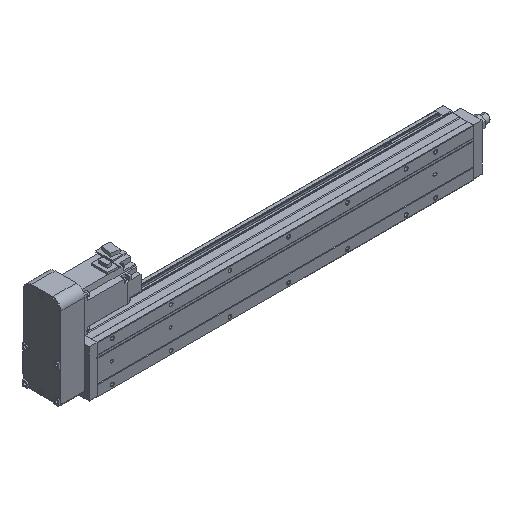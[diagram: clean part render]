
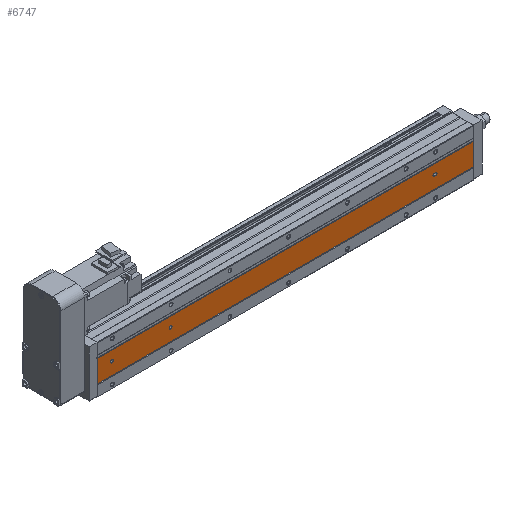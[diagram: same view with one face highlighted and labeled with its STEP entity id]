
A CAD part, isometric view. The second image highlights one B-rep face of the part: STEP entity #6747.
In plain terms, the highlighted planar face has unit normal (0, -1, 0).
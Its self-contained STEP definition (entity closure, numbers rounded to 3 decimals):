
#159 = DIRECTION ( 'NONE',  ( -1., 0., 0. ) ) ;
#285 = CARTESIAN_POINT ( 'NONE',  ( 0., 1., -21. ) ) ;
#322 = CARTESIAN_POINT ( 'NONE',  ( 640., 1., 16.4 ) ) ;
#795 = EDGE_CURVE ( 'NONE', #2407, #8100, #26132, .T. ) ;
#1048 = CARTESIAN_POINT ( 'NONE',  ( 574., 1., 2.5 ) ) ;
#1202 = VECTOR ( 'NONE', #11870, 1000. ) ;
#1216 = DIRECTION ( 'NONE',  ( 0., -1., 0. ) ) ;
#1230 = CARTESIAN_POINT ( 'NONE',  ( 0., 1., 16.4 ) ) ;
#1270 = VERTEX_POINT ( 'NONE', #9904 ) ;
#1422 = CARTESIAN_POINT ( 'NONE',  ( 125., 1., 0. ) ) ;
#1674 = LINE ( 'NONE', #16827, #14323 ) ;
#1858 = ORIENTED_EDGE ( 'NONE', *, *, #20698, .F. ) ;
#1915 = DIRECTION ( 'NONE',  ( 0., 0., 1. ) ) ;
#2407 = VERTEX_POINT ( 'NONE', #13374 ) ;
#2430 = ORIENTED_EDGE ( 'NONE', *, *, #6482, .F. ) ;
#2575 = FACE_BOUND ( 'NONE', #11572, .T. ) ;
#2642 = VERTEX_POINT ( 'NONE', #19124 ) ;
#2843 = EDGE_CURVE ( 'NONE', #11153, #7881, #3224, .T. ) ;
#3145 = CIRCLE ( 'NONE', #9909, 2.5 ) ;
#3224 = LINE ( 'NONE', #1230, #1202 ) ;
#3244 = EDGE_CURVE ( 'NONE', #2642, #7881, #16643, .T. ) ;
#3385 = AXIS2_PLACEMENT_3D ( 'NONE', #22065, #10871, #24053 ) ;
#3394 = ORIENTED_EDGE ( 'NONE', *, *, #8472, .F. ) ;
#3427 = LINE ( 'NONE', #20853, #20175 ) ;
#3782 = CARTESIAN_POINT ( 'NONE',  ( 125., 1., -2.5 ) ) ;
#4018 = CIRCLE ( 'NONE', #6744, 2.5 ) ;
#4374 = VERTEX_POINT ( 'NONE', #24357 ) ;
#4430 = CARTESIAN_POINT ( 'NONE',  ( 25., 1., 2.5 ) ) ;
#4603 = AXIS2_PLACEMENT_3D ( 'NONE', #12601, #12315, #12460 ) ;
#4693 = EDGE_LOOP ( 'NONE', ( #14111, #18558, #17294, #12337 ) ) ;
#4841 = PLANE ( 'NONE',  #13860 ) ;
#4902 = EDGE_LOOP ( 'NONE', ( #3394, #15233 ) ) ;
#5632 = EDGE_CURVE ( 'NONE', #13214, #4374, #25848, .T. ) ;
#5884 = EDGE_CURVE ( 'NONE', #15829, #22011, #17725, .T. ) ;
#6319 = CARTESIAN_POINT ( 'NONE',  ( 0., 1., 16.4 ) ) ;
#6482 = EDGE_CURVE ( 'NONE', #23345, #13214, #3427, .T. ) ;
#6566 = EDGE_LOOP ( 'NONE', ( #14937, #16499, #2430, #1858 ) ) ;
#6744 = AXIS2_PLACEMENT_3D ( 'NONE', #16521, #12694, #1915 ) ;
#6747 = ADVANCED_FACE ( 'NONE', ( #23975, #8956, #17594, #2575 ), #4841, .F. ) ;
#7115 = CARTESIAN_POINT ( 'NONE',  ( 640., 1., 16.4 ) ) ;
#7589 = AXIS2_PLACEMENT_3D ( 'NONE', #1422, #26816, #20194 ) ;
#7881 = VERTEX_POINT ( 'NONE', #285 ) ;
#8100 = VERTEX_POINT ( 'NONE', #3782 ) ;
#8141 = CARTESIAN_POINT ( 'NONE',  ( 640., 1., -21. ) ) ;
#8472 = EDGE_CURVE ( 'NONE', #22011, #15829, #3145, .T. ) ;
#8956 = FACE_BOUND ( 'NONE', #6566, .T. ) ;
#9225 = CARTESIAN_POINT ( 'NONE',  ( 574., 1., 0. ) ) ;
#9731 = CIRCLE ( 'NONE', #3385, 2.5 ) ;
#9800 = DIRECTION ( 'NONE',  ( 1., 0., 0. ) ) ;
#9821 = DIRECTION ( 'NONE',  ( -1., 0., 0. ) ) ;
#9904 = CARTESIAN_POINT ( 'NONE',  ( 640., 1., 16.4 ) ) ;
#9909 = AXIS2_PLACEMENT_3D ( 'NONE', #20903, #1216, #16509 ) ;
#10871 = DIRECTION ( 'NONE',  ( 0., -1., 0. ) ) ;
#11153 = VERTEX_POINT ( 'NONE', #6319 ) ;
#11572 = EDGE_LOOP ( 'NONE', ( #14182, #12613 ) ) ;
#11670 = LINE ( 'NONE', #18281, #13010 ) ;
#11870 = DIRECTION ( 'NONE',  ( 0., 0., -1. ) ) ;
#12154 = CARTESIAN_POINT ( 'NONE',  ( 576., 1., 2.5 ) ) ;
#12315 = DIRECTION ( 'NONE',  ( 0., -1., 0. ) ) ;
#12337 = ORIENTED_EDGE ( 'NONE', *, *, #25492, .T. ) ;
#12460 = DIRECTION ( 'NONE',  ( 0., 0., 1. ) ) ;
#12601 = CARTESIAN_POINT ( 'NONE',  ( 25., 1., 0. ) ) ;
#12613 = ORIENTED_EDGE ( 'NONE', *, *, #795, .F. ) ;
#12694 = DIRECTION ( 'NONE',  ( 0., -1., 0. ) ) ;
#13010 = VECTOR ( 'NONE', #9800, 1000. ) ;
#13214 = VERTEX_POINT ( 'NONE', #1048 ) ;
#13334 = DIRECTION ( 'NONE',  ( 0., 0., 1. ) ) ;
#13374 = CARTESIAN_POINT ( 'NONE',  ( 125., 1., 2.5 ) ) ;
#13739 = CARTESIAN_POINT ( 'NONE',  ( 25., 1., -2.5 ) ) ;
#13860 = AXIS2_PLACEMENT_3D ( 'NONE', #7115, #22267, #20128 ) ;
#14111 = ORIENTED_EDGE ( 'NONE', *, *, #2843, .T. ) ;
#14182 = ORIENTED_EDGE ( 'NONE', *, *, #27626, .F. ) ;
#14323 = VECTOR ( 'NONE', #25877, 1000. ) ;
#14937 = ORIENTED_EDGE ( 'NONE', *, *, #25588, .F. ) ;
#14970 = CARTESIAN_POINT ( 'NONE',  ( 576., 1., -2.5 ) ) ;
#15233 = ORIENTED_EDGE ( 'NONE', *, *, #5884, .F. ) ;
#15479 = AXIS2_PLACEMENT_3D ( 'NONE', #9225, #17868, #13334 ) ;
#15829 = VERTEX_POINT ( 'NONE', #4430 ) ;
#16499 = ORIENTED_EDGE ( 'NONE', *, *, #5632, .F. ) ;
#16509 = DIRECTION ( 'NONE',  ( 0., 0., 1. ) ) ;
#16521 = CARTESIAN_POINT ( 'NONE',  ( 125., 1., 0. ) ) ;
#16643 = LINE ( 'NONE', #8141, #26674 ) ;
#16827 = CARTESIAN_POINT ( 'NONE',  ( 640., 1., 16.4 ) ) ;
#17294 = ORIENTED_EDGE ( 'NONE', *, *, #24679, .F. ) ;
#17594 = FACE_BOUND ( 'NONE', #4902, .T. ) ;
#17725 = CIRCLE ( 'NONE', #4603, 2.5 ) ;
#17868 = DIRECTION ( 'NONE',  ( 0., -1., 0. ) ) ;
#18123 = VERTEX_POINT ( 'NONE', #14970 ) ;
#18281 = CARTESIAN_POINT ( 'NONE',  ( 640., 1., -2.5 ) ) ;
#18558 = ORIENTED_EDGE ( 'NONE', *, *, #3244, .F. ) ;
#19124 = CARTESIAN_POINT ( 'NONE',  ( 640., 1., -21. ) ) ;
#20128 = DIRECTION ( 'NONE',  ( 1., 0., 0. ) ) ;
#20175 = VECTOR ( 'NONE', #9821, 1000. ) ;
#20194 = DIRECTION ( 'NONE',  ( 0., 0., 1. ) ) ;
#20698 = EDGE_CURVE ( 'NONE', #18123, #23345, #9731, .T. ) ;
#20853 = CARTESIAN_POINT ( 'NONE',  ( 640., 1., 2.5 ) ) ;
#20903 = CARTESIAN_POINT ( 'NONE',  ( 25., 1., 0. ) ) ;
#22011 = VERTEX_POINT ( 'NONE', #13739 ) ;
#22065 = CARTESIAN_POINT ( 'NONE',  ( 576., 1., 0. ) ) ;
#22267 = DIRECTION ( 'NONE',  ( 0., 1., 0. ) ) ;
#23345 = VERTEX_POINT ( 'NONE', #12154 ) ;
#23975 = FACE_OUTER_BOUND ( 'NONE', #4693, .T. ) ;
#24053 = DIRECTION ( 'NONE',  ( 0., 0., 1. ) ) ;
#24357 = CARTESIAN_POINT ( 'NONE',  ( 574., 1., -2.5 ) ) ;
#24679 = EDGE_CURVE ( 'NONE', #1270, #2642, #1674, .T. ) ;
#25492 = EDGE_CURVE ( 'NONE', #1270, #11153, #26102, .T. ) ;
#25588 = EDGE_CURVE ( 'NONE', #4374, #18123, #11670, .T. ) ;
#25848 = CIRCLE ( 'NONE', #15479, 2.5 ) ;
#25877 = DIRECTION ( 'NONE',  ( 0., 0., -1. ) ) ;
#26102 = LINE ( 'NONE', #322, #26565 ) ;
#26132 = CIRCLE ( 'NONE', #7589, 2.5 ) ;
#26565 = VECTOR ( 'NONE', #159, 1000. ) ;
#26674 = VECTOR ( 'NONE', #27796, 1000. ) ;
#26816 = DIRECTION ( 'NONE',  ( 0., -1., 0. ) ) ;
#27626 = EDGE_CURVE ( 'NONE', #8100, #2407, #4018, .T. ) ;
#27796 = DIRECTION ( 'NONE',  ( -1., 0., 0. ) ) ;
